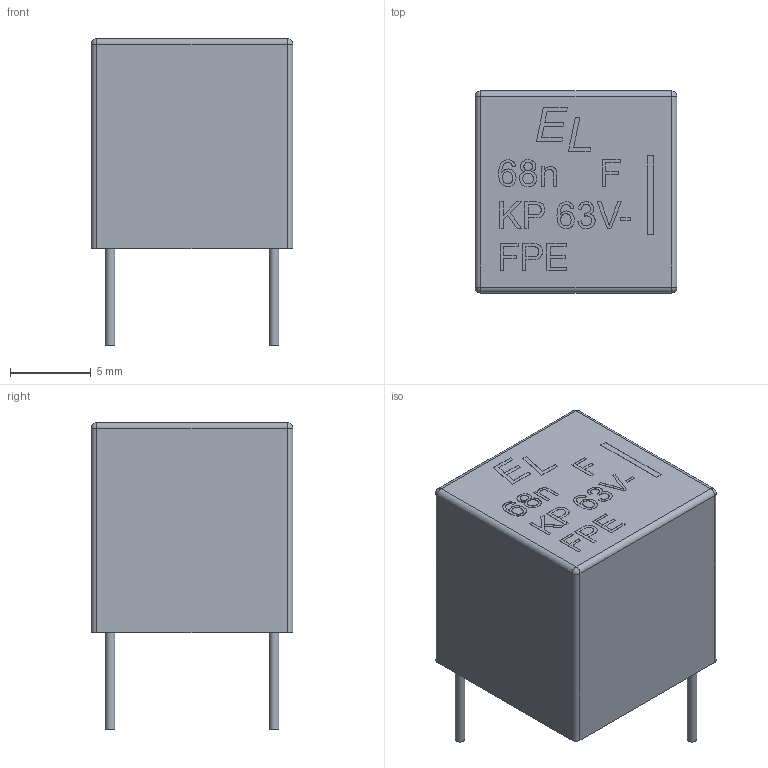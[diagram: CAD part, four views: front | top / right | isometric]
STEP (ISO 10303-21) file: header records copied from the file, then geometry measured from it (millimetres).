
FILE_DESCRIPTION(('FreeCAD Model'),'2;1');
FILE_NAME('Open CASCADE Shape Model','2022-05-06T17:38:54',( 'kicad StepUp'),('ksu MCAD'),'Open CASCADE STEP processor 7.5', 'FreeCAD','Unknown');
FILE_SCHEMA(('AUTOMOTIVE_DESIGN { 1 0 10303 214 1 1 1 1 }'));
Length unit declared in the file: millimetre
Products named in the file (1): tower_square_electel_capacitor_size4
Bounding box: 12.5 x 12.5 x 19.01 mm (x, y, z)
Volume: 2032.1 mm3; surface area: 999.1 mm2
Topology: 19 solids, 19 shells, 310 faces, 808 edges, 532 vertices
Faces by surface type: plane 148, extrusion 148, cylinder 10, sphere 4
Full cylindrical faces by diameter (mm): 0.6 x2
Entity records: 11913 total; most frequent: CARTESIAN_POINT 2535, ORIENTED_EDGE 1608, DIRECTION 1002, EDGE_CURVE 804, VECTOR 636, VERTEX_POINT 532, LINE 488, B_SPLINE_CURVE_WITH_KNOTS 444
